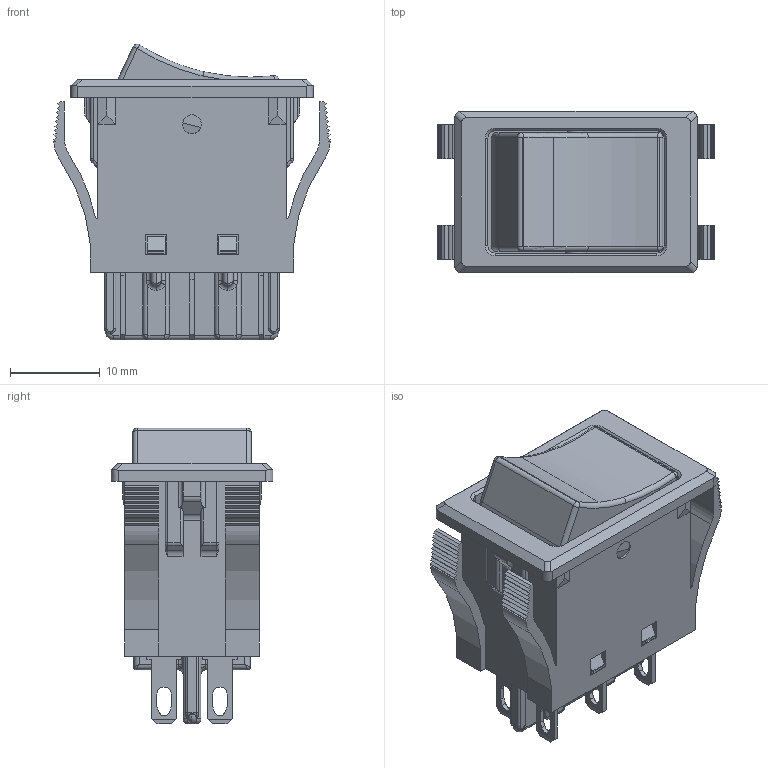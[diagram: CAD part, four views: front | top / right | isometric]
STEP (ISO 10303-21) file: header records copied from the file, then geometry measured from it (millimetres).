
FILE_DESCRIPTION(('STEP AP214'),'1');
FILE_NAME('41812.stp','2017-07-26T07:37:28',('TraceParts'),('TraceParts S.A.'),'Spatial InterOp 3D',' ',' ');
FILE_SCHEMA(('automotive_design'));
Length unit declared in the file: millimetre
Products named in the file (1): 41812
Bounding box: 30.8 x 18 x 32.92 mm (x, y, z)
Volume: 7652 mm3; surface area: 5212.4 mm2
Topology: 1 solids, 1 shells, 591 faces, 1595 edges, 1008 vertices
Faces by surface type: plane 348, cylinder 167, torus 40, bspline 28, sphere 4, cone 4
Entity records: 19660 total; most frequent: CARTESIAN_POINT 4743, ORIENTED_EDGE 3166, DIRECTION 3075, EDGE_CURVE 1583, LINE 1107, VECTOR 1107, VERTEX_POINT 1008, AXIS2_PLACEMENT_3D 984
